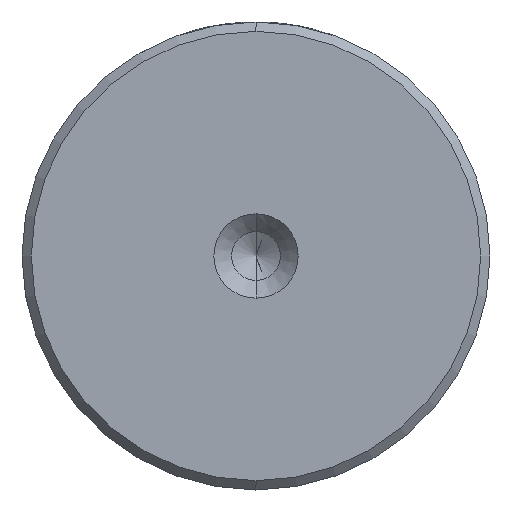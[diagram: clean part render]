
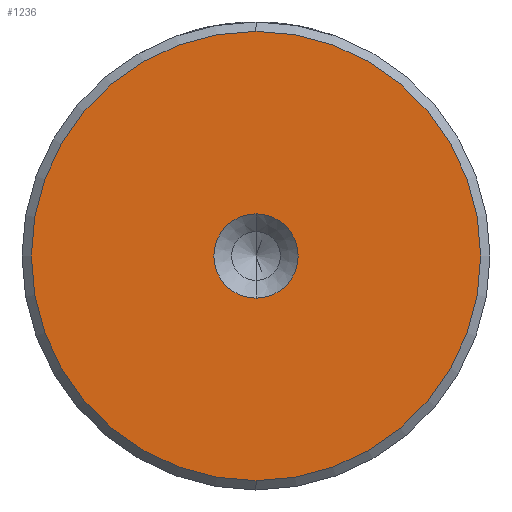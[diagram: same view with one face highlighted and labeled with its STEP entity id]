
A CAD part, left-side view. The second image highlights one B-rep face of the part: STEP entity #1236.
In plain terms, the highlighted planar face has unit normal (-1, 0, 0).
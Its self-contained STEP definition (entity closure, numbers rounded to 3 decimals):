
#70 = CARTESIAN_POINT ( 'NONE',  ( 0., 0., 0. ) ) ;
#99 = CIRCLE ( 'NONE', #251, 2.25 ) ;
#251 = AXIS2_PLACEMENT_3D ( 'NONE', #891, #2340, #1103 ) ;
#260 = DIRECTION ( 'NONE',  ( 0., 0., 1. ) ) ;
#265 = DIRECTION ( 'NONE',  ( 0., 0., 1. ) ) ;
#545 = EDGE_LOOP ( 'NONE', ( #1532, #2605 ) ) ;
#660 = ORIENTED_EDGE ( 'NONE', *, *, #1639, .F. ) ;
#672 = AXIS2_PLACEMENT_3D ( 'NONE', #2542, #1524, #265 ) ;
#685 = PLANE ( 'NONE',  #672 ) ;
#694 = DIRECTION ( 'NONE',  ( -1., 0., 0. ) ) ;
#828 = DIRECTION ( 'NONE',  ( -1., 0., 0. ) ) ;
#891 = CARTESIAN_POINT ( 'NONE',  ( 0., 0., 0. ) ) ;
#969 = VERTEX_POINT ( 'NONE', #1165 ) ;
#1103 = DIRECTION ( 'NONE',  ( 0., 0., 1. ) ) ;
#1132 = FACE_BOUND ( 'NONE', #1560, .T. ) ;
#1165 = CARTESIAN_POINT ( 'NONE',  ( 0., 0., 12. ) ) ;
#1199 = FACE_OUTER_BOUND ( 'NONE', #545, .T. ) ;
#1221 = EDGE_CURVE ( 'NONE', #1908, #2120, #99, .T. ) ;
#1236 = ADVANCED_FACE ( 'NONE', ( #1199, #1132 ), #685, .T. ) ;
#1266 = CARTESIAN_POINT ( 'NONE',  ( 0., 0., -2.25 ) ) ;
#1371 = EDGE_CURVE ( 'NONE', #1729, #969, #1976, .T. ) ;
#1517 = DIRECTION ( 'NONE',  ( -1., 0., 0. ) ) ;
#1524 = DIRECTION ( 'NONE',  ( -1., 0., 0. ) ) ;
#1532 = ORIENTED_EDGE ( 'NONE', *, *, #1371, .T. ) ;
#1553 = CARTESIAN_POINT ( 'NONE',  ( 0., 0., -12. ) ) ;
#1560 = EDGE_LOOP ( 'NONE', ( #2427, #660 ) ) ;
#1586 = CIRCLE ( 'NONE', #1910, 12. ) ;
#1639 = EDGE_CURVE ( 'NONE', #2120, #1908, #2548, .T. ) ;
#1729 = VERTEX_POINT ( 'NONE', #1553 ) ;
#1796 = AXIS2_PLACEMENT_3D ( 'NONE', #70, #1517, #260 ) ;
#1908 = VERTEX_POINT ( 'NONE', #1997 ) ;
#1910 = AXIS2_PLACEMENT_3D ( 'NONE', #2068, #828, #2274 ) ;
#1939 = CARTESIAN_POINT ( 'NONE',  ( 0., 0., 0. ) ) ;
#1976 = CIRCLE ( 'NONE', #1796, 12. ) ;
#1997 = CARTESIAN_POINT ( 'NONE',  ( 0., 0., 2.25 ) ) ;
#2068 = CARTESIAN_POINT ( 'NONE',  ( 0., 0., 0. ) ) ;
#2075 = EDGE_CURVE ( 'NONE', #969, #1729, #1586, .T. ) ;
#2120 = VERTEX_POINT ( 'NONE', #1266 ) ;
#2139 = DIRECTION ( 'NONE',  ( 0., 0., 1. ) ) ;
#2274 = DIRECTION ( 'NONE',  ( 0., 0., 1. ) ) ;
#2281 = AXIS2_PLACEMENT_3D ( 'NONE', #1939, #694, #2139 ) ;
#2340 = DIRECTION ( 'NONE',  ( -1., 0., 0. ) ) ;
#2427 = ORIENTED_EDGE ( 'NONE', *, *, #1221, .F. ) ;
#2542 = CARTESIAN_POINT ( 'NONE',  ( 0., 0., 0. ) ) ;
#2548 = CIRCLE ( 'NONE', #2281, 2.25 ) ;
#2605 = ORIENTED_EDGE ( 'NONE', *, *, #2075, .T. ) ;
